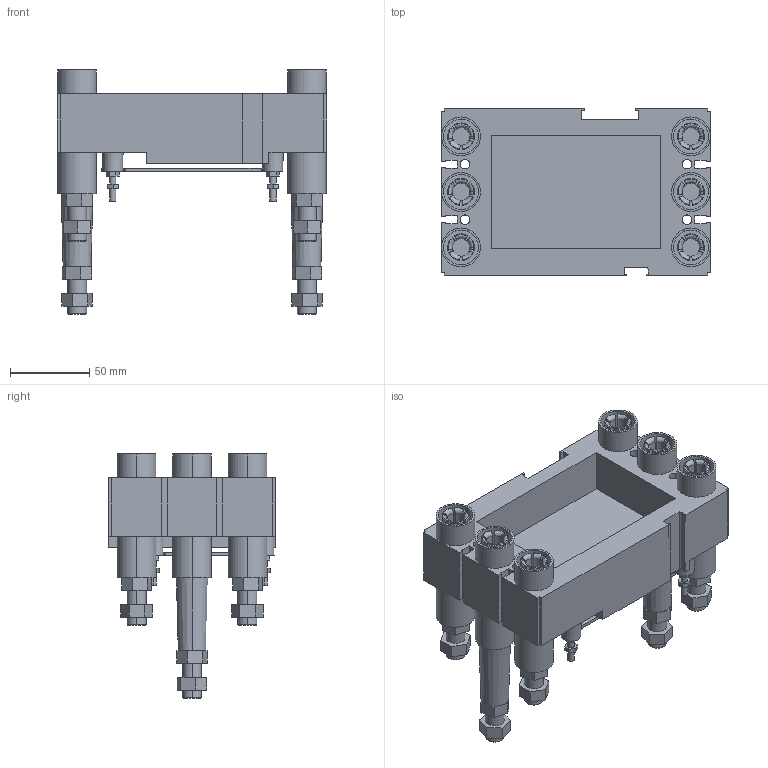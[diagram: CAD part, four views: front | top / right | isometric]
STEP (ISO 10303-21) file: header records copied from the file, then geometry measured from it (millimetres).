
FILE_DESCRIPTION (( 'STEP AP214' ), '1' );
FILE_NAME ('Ïàíåëü âòû÷íàÿ ÐÌ-99-1 çàäíåãî ïðèñîåäèíåíèÿ ê ÂÀ-99 250À.STEP', '2018-08-14T10:37:27', ( '' ), ( '' ), 'SwSTEP 2.0', 'SolidWorks 2017', '' );
FILE_SCHEMA (( 'AUTOMOTIVE_DESIGN' ));
Length unit declared in the file: millimetre
Products named in the file (1): Ïàíåëü âòû÷íàÿ ÐÌ-99-1 çàäíåãî ïðèñîåäèíåíèÿ ê ÂÀ-99 250À
Bounding box: 170 x 105 x 154 mm (x, y, z)
Volume: 649994.1 mm3; surface area: 150062.2 mm2
Topology: 2 solids, 2 shells, 633 faces, 1634 edges, 1072 vertices
Faces by surface type: plane 391, cone 104, cylinder 102, torus 36
Entity records: 24318 total; most frequent: DIRECTION 3454, CARTESIAN_POINT 3364, ORIENTED_EDGE 3268, EDGE_CURVE 1634, AXIS2_PLACEMENT_3D 1190, LINE 1074, VECTOR 1074, VERTEX_POINT 1072
